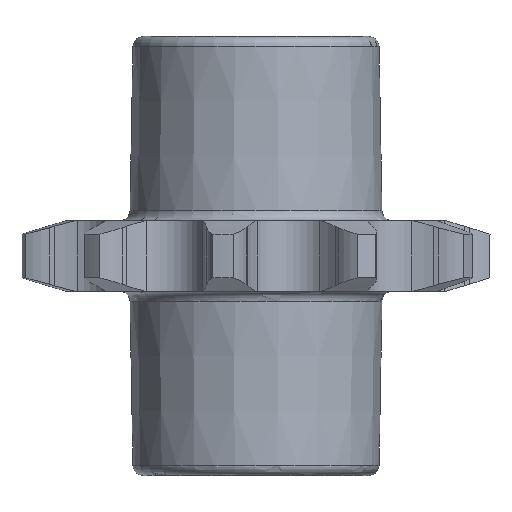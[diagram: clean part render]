
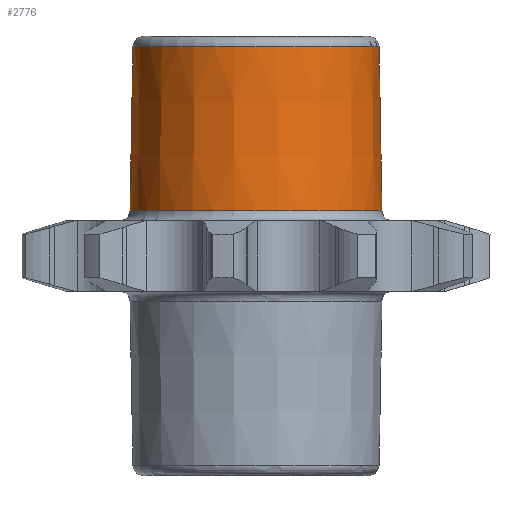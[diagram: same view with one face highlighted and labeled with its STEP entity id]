
A CAD part, front view. The second image highlights one B-rep face of the part: STEP entity #2776.
In plain terms, the highlighted conical face has half-angle 1 degrees and reference radius 25.4 mm.
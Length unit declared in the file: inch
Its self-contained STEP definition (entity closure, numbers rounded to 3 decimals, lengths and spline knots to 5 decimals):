
#143=LINE('',#4151,#321);
#321=VECTOR('',#3267,1.);
#499=CONICAL_SURFACE('',#2952,1.,0.017);
#522=FACE_OUTER_BOUND('',#672,.T.);
#672=EDGE_LOOP('',(#1871,#1872,#1873,#1874,#1875,#1876,#1877));
#827=CIRCLE('',#2949,0.138);
#828=CIRCLE('',#2950,0.138);
#829=CIRCLE('',#2953,0.1412);
#830=CIRCLE('',#2954,0.1412);
#831=CIRCLE('',#2955,0.1412);
#1105=VERTEX_POINT('',#4139);
#1106=VERTEX_POINT('',#4141);
#1107=VERTEX_POINT('',#4146);
#1108=VERTEX_POINT('',#4147);
#1109=VERTEX_POINT('',#4149);
#1413=EDGE_CURVE('',#1106,#1105,#827,.T.);
#1414=EDGE_CURVE('',#1105,#1106,#828,.T.);
#1416=EDGE_CURVE('',#1107,#1108,#829,.T.);
#1417=EDGE_CURVE('',#1108,#1109,#830,.T.);
#1418=EDGE_CURVE('',#1109,#1106,#143,.T.);
#1419=EDGE_CURVE('',#1109,#1107,#831,.T.);
#1871=ORIENTED_EDGE('',*,*,#1416,.T.);
#1872=ORIENTED_EDGE('',*,*,#1417,.T.);
#1873=ORIENTED_EDGE('',*,*,#1418,.T.);
#1874=ORIENTED_EDGE('',*,*,#1413,.T.);
#1875=ORIENTED_EDGE('',*,*,#1414,.T.);
#1876=ORIENTED_EDGE('',*,*,#1418,.F.);
#1877=ORIENTED_EDGE('',*,*,#1419,.T.);
#2776=ADVANCED_FACE('',(#522),#499,.T.);
#2949=AXIS2_PLACEMENT_3D('',#4142,#3255,#3256);
#2950=AXIS2_PLACEMENT_3D('',#4143,#3257,#3258);
#2952=AXIS2_PLACEMENT_3D('',#4145,#3261,#3262);
#2953=AXIS2_PLACEMENT_3D('',#4148,#3263,#3264);
#2954=AXIS2_PLACEMENT_3D('',#4150,#3265,#3266);
#2955=AXIS2_PLACEMENT_3D('',#4152,#3268,#3269);
#3255=DIRECTION('center_axis',(0.,0.,-1.));
#3256=DIRECTION('ref_axis',(-1.,0.,0.));
#3257=DIRECTION('center_axis',(0.,0.,-1.));
#3258=DIRECTION('ref_axis',(-1.,0.,0.));
#3261=DIRECTION('center_axis',(0.,0.,-1.));
#3262=DIRECTION('ref_axis',(-1.,0.,0.));
#3263=DIRECTION('center_axis',(0.,0.,1.));
#3264=DIRECTION('ref_axis',(-1.,0.,0.));
#3265=DIRECTION('center_axis',(0.,0.,1.));
#3266=DIRECTION('ref_axis',(-1.,0.,0.));
#3267=DIRECTION('',(-0.017,0.,1.));
#3268=DIRECTION('center_axis',(0.,0.,1.));
#3269=DIRECTION('ref_axis',(-1.,0.,0.));
#4139=CARTESIAN_POINT('',(-0.138,0.,0.27383));
#4141=CARTESIAN_POINT('',(0.138,0.,0.27383));
#4142=CARTESIAN_POINT('Origin',(0.,0.,0.27383));
#4143=CARTESIAN_POINT('Origin',(0.,0.,0.27383));
#4145=CARTESIAN_POINT('Origin',(0.,0.,-49.11024));
#4146=CARTESIAN_POINT('',(-0.14119,0.00139,0.09035));
#4147=CARTESIAN_POINT('',(-0.1412,0.,0.09035));
#4148=CARTESIAN_POINT('Origin',(0.,0.,0.09035));
#4149=CARTESIAN_POINT('',(0.1412,0.,0.09035));
#4150=CARTESIAN_POINT('Origin',(0.,0.,0.09035));
#4151=CARTESIAN_POINT('',(1.,0.,-49.11024));
#4152=CARTESIAN_POINT('Origin',(0.,0.,0.09035));
